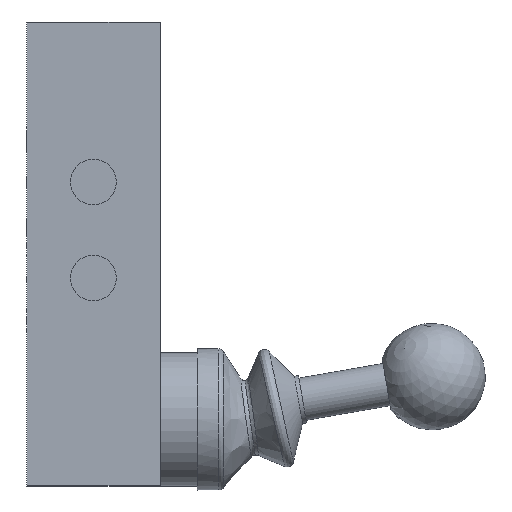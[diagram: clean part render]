
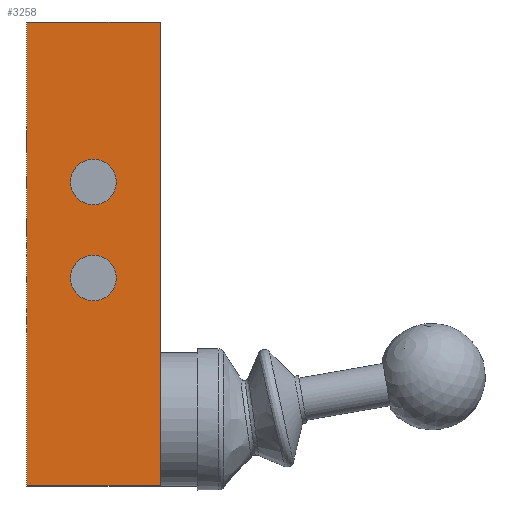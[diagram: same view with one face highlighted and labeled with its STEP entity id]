
A CAD part, front view. The second image highlights one B-rep face of the part: STEP entity #3258.
In plain terms, the highlighted planar face has unit normal (0, -1, 0).
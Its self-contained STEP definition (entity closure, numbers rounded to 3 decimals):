
#72=FACE_BOUND('',#363,.T.);
#73=FACE_BOUND('',#364,.T.);
#100=CIRCLE('',#3438,4.283);
#101=CIRCLE('',#3439,4.283);
#171=FACE_OUTER_BOUND('',#362,.T.);
#362=EDGE_LOOP('',(#2425,#2426,#2427,#2428));
#363=EDGE_LOOP('',(#2429));
#364=EDGE_LOOP('',(#2430));
#588=LINE('',#7503,#1006);
#658=LINE('',#7648,#1076);
#664=LINE('',#7661,#1082);
#665=LINE('',#7663,#1083);
#1006=VECTOR('',#3754,87.);
#1076=VECTOR('',#3832,25.);
#1082=VECTOR('',#3844,25.);
#1083=VECTOR('',#3847,87.);
#1422=VERTEX_POINT('',#7500);
#1423=VERTEX_POINT('',#7502);
#1494=VERTEX_POINT('',#7646);
#1498=VERTEX_POINT('',#7659);
#1499=VERTEX_POINT('',#7664);
#1500=VERTEX_POINT('',#7666);
#1778=EDGE_CURVE('',#1422,#1423,#588,.T.);
#1851=EDGE_CURVE('',#1422,#1494,#658,.T.);
#1858=EDGE_CURVE('',#1423,#1498,#664,.T.);
#1859=EDGE_CURVE('',#1498,#1494,#665,.T.);
#1860=EDGE_CURVE('',#1499,#1499,#100,.F.);
#1861=EDGE_CURVE('',#1500,#1500,#101,.F.);
#2425=ORIENTED_EDGE('',*,*,#1778,.F.);
#2426=ORIENTED_EDGE('',*,*,#1851,.T.);
#2427=ORIENTED_EDGE('',*,*,#1859,.F.);
#2428=ORIENTED_EDGE('',*,*,#1858,.F.);
#2429=ORIENTED_EDGE('',*,*,#1860,.T.);
#2430=ORIENTED_EDGE('',*,*,#1861,.T.);
#3089=PLANE('',#3437);
#3258=ADVANCED_FACE('',(#171,#72,#73),#3089,.T.);
#3437=AXIS2_PLACEMENT_3D('',#7662,#3845,#3846);
#3438=AXIS2_PLACEMENT_3D('',#7665,#3848,#3849);
#3439=AXIS2_PLACEMENT_3D('',#7667,#3850,#3851);
#3754=DIRECTION('',(0.,0.,1.));
#3832=DIRECTION('',(1.,0.,0.));
#3844=DIRECTION('',(1.,0.,0.));
#3845=DIRECTION('center_axis',(0.,-1.,0.));
#3846=DIRECTION('ref_axis',(0.,0.,-1.));
#3847=DIRECTION('',(0.,0.,-1.));
#3848=DIRECTION('center_axis',(0.,-1.,0.));
#3849=DIRECTION('ref_axis',(0.,0.,-1.));
#3850=DIRECTION('center_axis',(0.,-1.,0.));
#3851=DIRECTION('ref_axis',(0.,0.,-1.));
#7500=CARTESIAN_POINT('',(-12.5,-20.,0.));
#7502=CARTESIAN_POINT('',(-12.5,-20.,87.));
#7503=CARTESIAN_POINT('',(-12.5,-20.,0.));
#7646=CARTESIAN_POINT('',(12.5,-20.,0.));
#7648=CARTESIAN_POINT('',(-12.5,-20.,0.));
#7659=CARTESIAN_POINT('',(12.5,-20.,87.));
#7661=CARTESIAN_POINT('',(-12.5,-20.,87.));
#7662=CARTESIAN_POINT('Origin',(12.5,-20.,0.));
#7663=CARTESIAN_POINT('',(12.5,-20.,87.));
#7664=CARTESIAN_POINT('',(0.,-20.,52.717));
#7665=CARTESIAN_POINT('Origin',(0.,-20.,57.));
#7666=CARTESIAN_POINT('',(0.,-20.,34.717));
#7667=CARTESIAN_POINT('Origin',(0.,-20.,39.));
